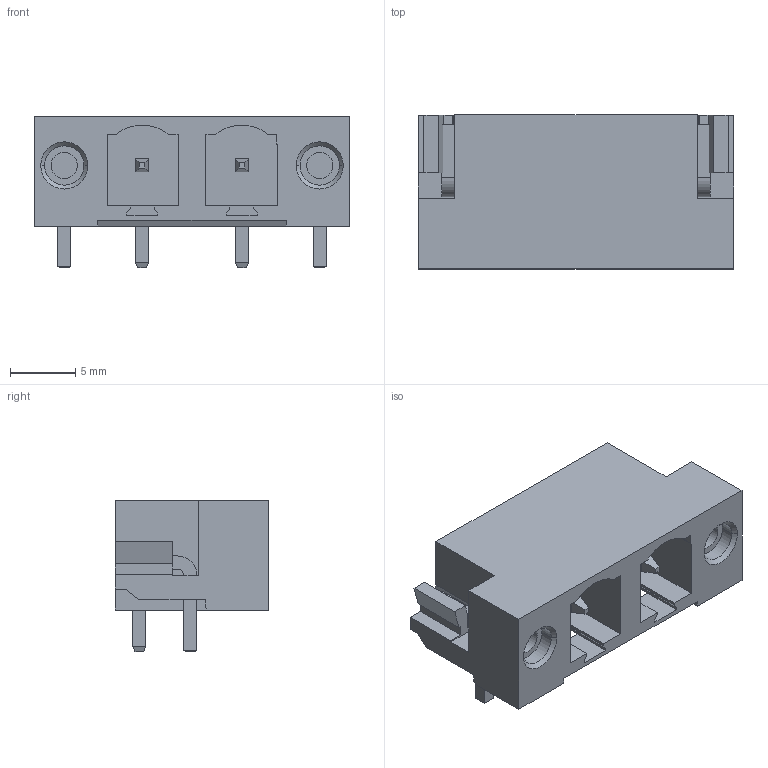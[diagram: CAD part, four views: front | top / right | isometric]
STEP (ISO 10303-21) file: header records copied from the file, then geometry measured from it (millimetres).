
FILE_DESCRIPTION(('CATIA V5 STEP Exchange','CAx-IF Rec.Pracs.--- Model Styling and Organization---1.2---2011-12-15'),'2;1');
FILE_NAME ('D1452194_0_1472610000_1472610000.stp','2018-11-15T17:08:44+00:00',('none'),('Weidmueller'),'CATIA Version 5-6 Release 2014','CATIA V5 STEP AP214','none');
FILE_SCHEMA(('AUTOMOTIVE_DESIGN { 1 0 10303 214 1 1 1 1 }'));
Length unit declared in the file: millimetre
Products named in the file (1): 1472610000
Bounding box: 24.1 x 11.75 x 11.6 mm (x, y, z)
Volume: 1453.4 mm3; surface area: 2270.6 mm2
Topology: 7 solids, 7 shells, 224 faces, 599 edges, 390 vertices
Faces by surface type: plane 189, cylinder 31, cone 4
Entity records: 6344 total; most frequent: ORIENTED_EDGE 1198, CARTESIAN_POINT 1128, DIRECTION 851, EDGE_CURVE 583, VECTOR 501, LINE 501, VERTEX_POINT 374, EDGE_LOOP 241
